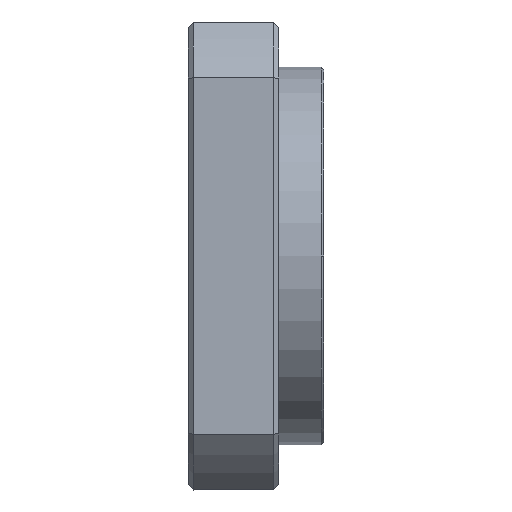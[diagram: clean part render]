
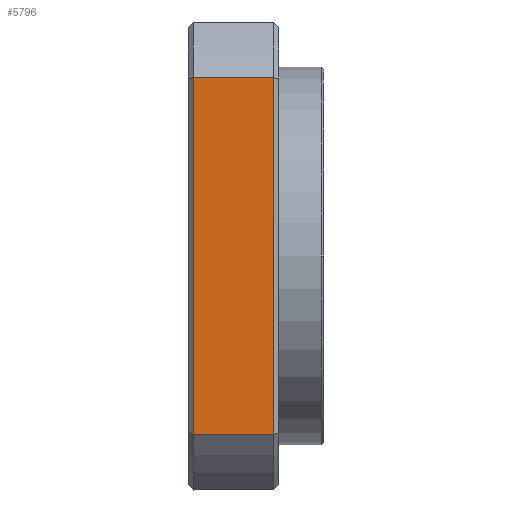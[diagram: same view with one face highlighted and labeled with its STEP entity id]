
A CAD part, front view. The second image highlights one B-rep face of the part: STEP entity #5796.
In plain terms, the highlighted planar face has unit normal (0, -1, 0).
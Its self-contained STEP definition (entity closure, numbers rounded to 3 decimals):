
#32 = CARTESIAN_POINT ( 'NONE',  ( -54.821, -48.931, 35.496 ) ) ;
#244 = EDGE_CURVE ( 'NONE', #20193, #23018, #2755, .T. ) ;
#542 = CARTESIAN_POINT ( 'NONE',  ( -54.821, -48.931, -35.496 ) ) ;
#581 = CARTESIAN_POINT ( 'NONE',  ( -38.821, -48.931, -35.496 ) ) ;
#2755 = LINE ( 'NONE', #9897, #28326 ) ;
#3374 = AXIS2_PLACEMENT_3D ( 'NONE', #32, #24938, #27439 ) ;
#3404 = VERTEX_POINT ( 'NONE', #12461 ) ;
#5760 = DIRECTION ( 'NONE',  ( -1., 0., 0. ) ) ;
#5796 = ADVANCED_FACE ( 'NONE', ( #6414 ), #7207, .T. ) ;
#6414 = FACE_OUTER_BOUND ( 'NONE', #17821, .T. ) ;
#7158 = VECTOR ( 'NONE', #17824, 1000. ) ;
#7207 = PLANE ( 'NONE',  #3374 ) ;
#7558 = EDGE_CURVE ( 'NONE', #3404, #8835, #27589, .T. ) ;
#8835 = VERTEX_POINT ( 'NONE', #19360 ) ;
#9492 = ORIENTED_EDGE ( 'NONE', *, *, #244, .T. ) ;
#9897 = CARTESIAN_POINT ( 'NONE',  ( -46.821, -48.931, -35.496 ) ) ;
#12014 = EDGE_CURVE ( 'NONE', #20193, #8835, #16451, .T. ) ;
#12461 = CARTESIAN_POINT ( 'NONE',  ( -38.821, -48.931, 35.496 ) ) ;
#15463 = CARTESIAN_POINT ( 'NONE',  ( -46.821, -48.931, 35.496 ) ) ;
#15967 = VECTOR ( 'NONE', #5760, 1000. ) ;
#16353 = CARTESIAN_POINT ( 'NONE',  ( -38.821, -48.931, 0. ) ) ;
#16451 = LINE ( 'NONE', #30120, #7158 ) ;
#17821 = EDGE_LOOP ( 'NONE', ( #27911, #22147, #9492, #18301 ) ) ;
#17824 = DIRECTION ( 'NONE',  ( 0., 0., 1. ) ) ;
#18301 = ORIENTED_EDGE ( 'NONE', *, *, #31599, .T. ) ;
#19360 = CARTESIAN_POINT ( 'NONE',  ( -54.821, -48.931, 35.496 ) ) ;
#20193 = VERTEX_POINT ( 'NONE', #542 ) ;
#22147 = ORIENTED_EDGE ( 'NONE', *, *, #12014, .F. ) ;
#22860 = VECTOR ( 'NONE', #23836, 1000. ) ;
#23018 = VERTEX_POINT ( 'NONE', #581 ) ;
#23836 = DIRECTION ( 'NONE',  ( 0., 0., 1. ) ) ;
#24938 = DIRECTION ( 'NONE',  ( 0., -1., 0. ) ) ;
#27316 = DIRECTION ( 'NONE',  ( 1., 0., 0. ) ) ;
#27439 = DIRECTION ( 'NONE',  ( 0., 0., -1. ) ) ;
#27589 = LINE ( 'NONE', #15463, #15967 ) ;
#27911 = ORIENTED_EDGE ( 'NONE', *, *, #7558, .T. ) ;
#28326 = VECTOR ( 'NONE', #27316, 1000. ) ;
#29416 = LINE ( 'NONE', #16353, #22860 ) ;
#30120 = CARTESIAN_POINT ( 'NONE',  ( -54.821, -48.931, 0. ) ) ;
#31599 = EDGE_CURVE ( 'NONE', #23018, #3404, #29416, .T. ) ;
